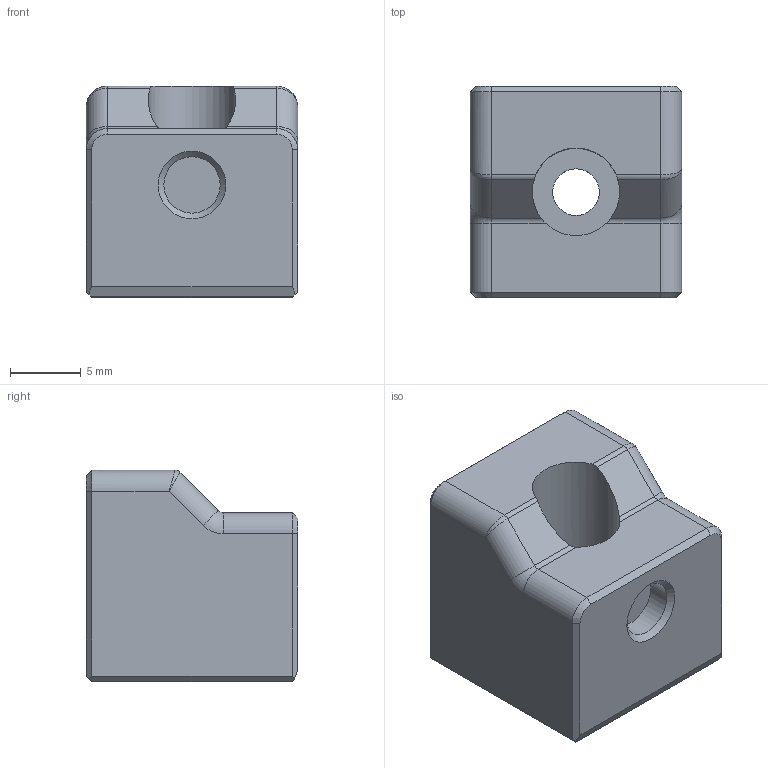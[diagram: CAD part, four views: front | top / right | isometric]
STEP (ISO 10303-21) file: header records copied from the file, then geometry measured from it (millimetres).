
FILE_DESCRIPTION(/* description */ (''),/* implementation_level */ '2;1');
FILE_NAME(/* name */ 'idler_end_kglm03_with_M3_gap_x2 v2.step',/* time_stamp */ '2026-01-08T15:32:20-05:00',/* author */ (''),/* organization */ (''),/* preprocessor_version */ 'ST-DEVELOPER v20.1',/* originating_system */ 'Autodesk Translation Framework v14.21.0.0',/* authorisation */ '');
FILE_SCHEMA (('AUTOMOTIVE_DESIGN { 1 0 10303 214 3 1 1 }'));
Length unit declared in the file: millimetre
Products named in the file (1): idler_end_kglm03_with_M3_gap_x2
Bounding box: 15 x 15 x 15 mm (x, y, z)
Volume: 2521.2 mm3; surface area: 1558.1 mm2
Topology: 1 solids, 1 shells, 57 faces, 133 edges, 79 vertices
Faces by surface type: plane 32, cylinder 14, cone 7, bspline 2, torus 2
Full cylindrical faces by diameter (mm): 3.3 x1, 4 x1, 4.7 x1, 6.2 x1
Entity records: 1663 total; most frequent: CARTESIAN_POINT 326, DIRECTION 276, ORIENTED_EDGE 262, EDGE_CURVE 131, AXIS2_PLACEMENT_3D 93, LINE 90, VECTOR 90, VERTEX_POINT 79
